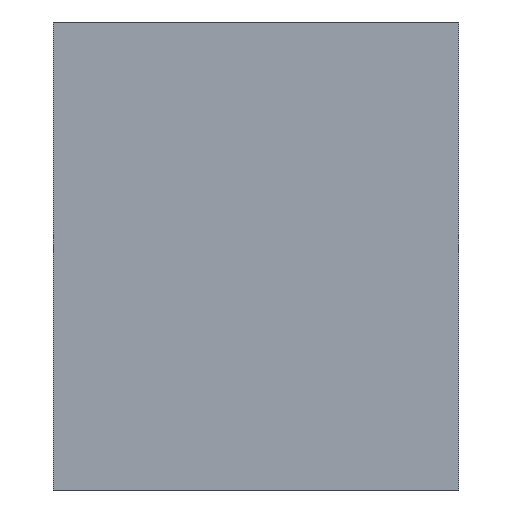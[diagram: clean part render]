
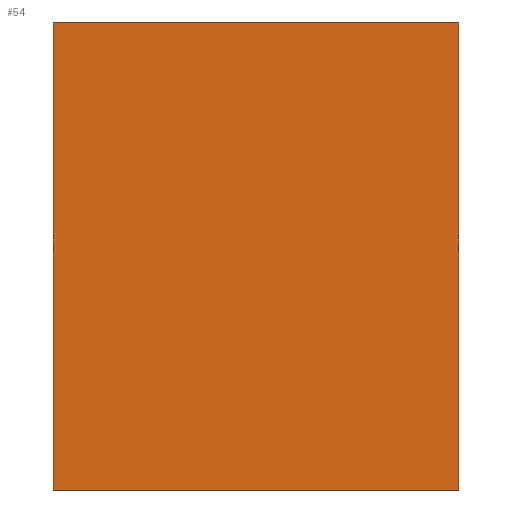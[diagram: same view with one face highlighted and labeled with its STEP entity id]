
A CAD part, front view. The second image highlights one B-rep face of the part: STEP entity #54.
In plain terms, the highlighted planar face has unit normal (0, -1, 0).
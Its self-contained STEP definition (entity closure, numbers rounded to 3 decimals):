
#10 = EDGE_CURVE ( 'NONE', #166, #167, #195, .T. ) ;
#26 = EDGE_CURVE ( 'NONE', #165, #166, #243, .T. ) ;
#36 = EDGE_CURVE ( 'NONE', #167, #168, #270, .T. ) ;
#46 = EDGE_CURVE ( 'NONE', #168, #165, #299, .T. ) ;
#54 = ADVANCED_FACE ( 'NONE', ( #489 ), #328, .F. ) ;
#119 = ORIENTED_EDGE ( 'NONE', *, *, #10, .F. ) ;
#120 = ORIENTED_EDGE ( 'NONE', *, *, #26, .F. ) ;
#121 = ORIENTED_EDGE ( 'NONE', *, *, #46, .F. ) ;
#122 = ORIENTED_EDGE ( 'NONE', *, *, #36, .F. ) ;
#165 = VERTEX_POINT ( 'NONE', #373 ) ;
#166 = VERTEX_POINT ( 'NONE', #374 ) ;
#167 = VERTEX_POINT ( 'NONE', #375 ) ;
#168 = VERTEX_POINT ( 'NONE', #376 ) ;
#177 = EDGE_LOOP ( 'NONE', ( #120, #121, #122, #119 ) ) ;
#195 = LINE ( 'NONE', #196, #441 ) ;
#196 = CARTESIAN_POINT ( 'NONE',  ( -33.435, 0., 42.707 ) ) ;
#197 = DIRECTION ( 'NONE',  ( 1., 0., 0. ) ) ;
#243 = LINE ( 'NONE', #244, #459 ) ;
#244 = CARTESIAN_POINT ( 'NONE',  ( -33.435, 0., -28.658 ) ) ;
#245 = DIRECTION ( 'NONE',  ( 0., 0., 1. ) ) ;
#270 = LINE ( 'NONE', #271, #482 ) ;
#271 = CARTESIAN_POINT ( 'NONE',  ( 28.377, 0., -28.658 ) ) ;
#272 = DIRECTION ( 'NONE',  ( 0., 0., -1. ) ) ;
#299 = LINE ( 'NONE', #300, #432 ) ;
#300 = CARTESIAN_POINT ( 'NONE',  ( -33.435, 0., -28.658 ) ) ;
#301 = DIRECTION ( 'NONE',  ( -1., 0., 0. ) ) ;
#328 = PLANE ( 'NONE',  #435 ) ;
#329 = CARTESIAN_POINT ( 'NONE',  ( 0., 0., 0. ) ) ;
#330 = DIRECTION ( 'NONE',  ( 0., 1., 0. ) ) ;
#331 = DIRECTION ( 'NONE',  ( 0., 0., 1. ) ) ;
#373 = CARTESIAN_POINT ( 'NONE',  ( -33.435, 0., -28.658 ) ) ;
#374 = CARTESIAN_POINT ( 'NONE',  ( -33.435, 0., 42.707 ) ) ;
#375 = CARTESIAN_POINT ( 'NONE',  ( 28.377, 0., 42.707 ) ) ;
#376 = CARTESIAN_POINT ( 'NONE',  ( 28.377, 0., -28.658 ) ) ;
#432 = VECTOR ( 'NONE', #301, 1000. ) ;
#435 = AXIS2_PLACEMENT_3D ( 'NONE', #329, #330, #331 ) ;
#441 = VECTOR ( 'NONE', #197, 1000. ) ;
#459 = VECTOR ( 'NONE', #245, 1000. ) ;
#482 = VECTOR ( 'NONE', #272, 1000. ) ;
#489 = FACE_OUTER_BOUND ( 'NONE', #177, .T. ) ;
